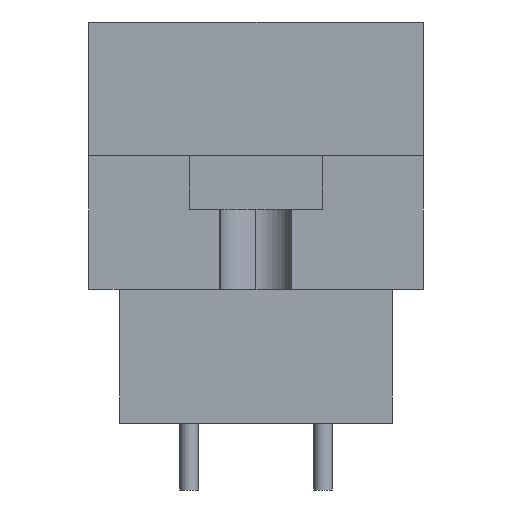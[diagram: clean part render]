
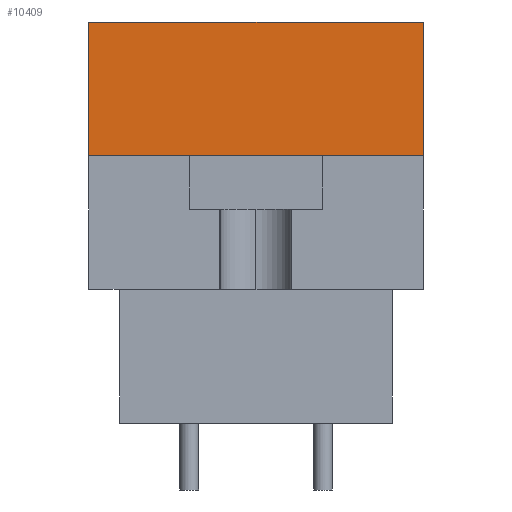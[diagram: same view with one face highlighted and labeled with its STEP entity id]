
A CAD part, left-side view. The second image highlights one B-rep face of the part: STEP entity #10409.
In plain terms, the highlighted planar face has unit normal (-1, 0, 0).
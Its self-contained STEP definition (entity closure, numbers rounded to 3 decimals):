
#9606 = PLANE('',#9607);
#9607 = AXIS2_PLACEMENT_3D('',#9608,#9609,#9610);
#9608 = CARTESIAN_POINT('',(-7.,-1.15,15.));
#9609 = DIRECTION('',(0.,0.,1.));
#9610 = DIRECTION('',(1.,0.,0.));
#9715 = VERTEX_POINT('',#9716);
#9716 = CARTESIAN_POINT('',(0.,11.35,15.));
#9732 = PLANE('',#9733);
#9733 = AXIS2_PLACEMENT_3D('',#9734,#9735,#9736);
#9734 = CARTESIAN_POINT('',(-7.,11.35,5.));
#9735 = DIRECTION('',(0.,1.,0.));
#9736 = DIRECTION('',(0.,0.,1.));
#9744 = EDGE_CURVE('',#9745,#9715,#9747,.T.);
#9745 = VERTEX_POINT('',#9746);
#9746 = CARTESIAN_POINT('',(0.,-1.15,15.));
#9747 = SURFACE_CURVE('',#9748,(#9752,#9758),.PCURVE_S1.);
#9748 = LINE('',#9749,#9750);
#9749 = CARTESIAN_POINT('',(0.,-1.575,15.));
#9750 = VECTOR('',#9751,1.);
#9751 = DIRECTION('',(0.,1.,0.));
#9752 = PCURVE('',#9606,#9753);
#9753 = DEFINITIONAL_REPRESENTATION('',(#9754),#9757);
#9754 = B_SPLINE_CURVE_WITH_KNOTS('',1,(#9755,#9756),.UNSPECIFIED.,.F.,
  .F.,(2,2),(-0.825,14.175),.PIECEWISE_BEZIER_KNOTS.);
#9755 = CARTESIAN_POINT('',(7.,-1.25));
#9756 = CARTESIAN_POINT('',(7.,13.75));
#9757 = ( GEOMETRIC_REPRESENTATION_CONTEXT(2) 
PARAMETRIC_REPRESENTATION_CONTEXT() REPRESENTATION_CONTEXT('2D SPACE',''
  ) );
#9758 = PCURVE('',#9759,#9764);
#9759 = PLANE('',#9760);
#9760 = AXIS2_PLACEMENT_3D('',#9761,#9762,#9763);
#9761 = CARTESIAN_POINT('',(0.,-2.,10.));
#9762 = DIRECTION('',(1.,0.,0.));
#9763 = DIRECTION('',(0.,0.,1.));
#9764 = DEFINITIONAL_REPRESENTATION('',(#9765),#9768);
#9765 = B_SPLINE_CURVE_WITH_KNOTS('',1,(#9766,#9767),.UNSPECIFIED.,.F.,
  .F.,(2,2),(-0.825,14.175),.PIECEWISE_BEZIER_KNOTS.);
#9766 = CARTESIAN_POINT('',(5.,0.4));
#9767 = CARTESIAN_POINT('',(5.,-14.6));
#9768 = ( GEOMETRIC_REPRESENTATION_CONTEXT(2) 
PARAMETRIC_REPRESENTATION_CONTEXT() REPRESENTATION_CONTEXT('2D SPACE',''
  ) );
#9786 = PLANE('',#9787);
#9787 = AXIS2_PLACEMENT_3D('',#9788,#9789,#9790);
#9788 = CARTESIAN_POINT('',(-7.,-1.15,5.));
#9789 = DIRECTION('',(0.,1.,0.));
#9790 = DIRECTION('',(0.,0.,1.));
#10128 = VERTEX_POINT('',#10129);
#10129 = CARTESIAN_POINT('',(0.,11.35,10.));
#10142 = PLANE('',#10143);
#10143 = AXIS2_PLACEMENT_3D('',#10144,#10145,#10146);
#10144 = CARTESIAN_POINT('',(-10.,-2.,10.));
#10145 = DIRECTION('',(0.,0.,1.));
#10146 = DIRECTION('',(1.,0.,0.));
#10153 = EDGE_CURVE('',#9715,#10128,#10154,.T.);
#10154 = SURFACE_CURVE('',#10155,(#10159,#10165),.PCURVE_S1.);
#10155 = LINE('',#10156,#10157);
#10156 = CARTESIAN_POINT('',(0.,11.35,7.5));
#10157 = VECTOR('',#10158,1.);
#10158 = DIRECTION('',(0.,0.,-1.));
#10159 = PCURVE('',#9732,#10160);
#10160 = DEFINITIONAL_REPRESENTATION('',(#10161),#10164);
#10161 = B_SPLINE_CURVE_WITH_KNOTS('',1,(#10162,#10163),.UNSPECIFIED.,
  .F.,.F.,(2,2),(-8.5,-1.5),.PIECEWISE_BEZIER_KNOTS.);
#10162 = CARTESIAN_POINT('',(11.,7.));
#10163 = CARTESIAN_POINT('',(4.,7.));
#10164 = ( GEOMETRIC_REPRESENTATION_CONTEXT(2) 
PARAMETRIC_REPRESENTATION_CONTEXT() REPRESENTATION_CONTEXT('2D SPACE',''
  ) );
#10165 = PCURVE('',#9759,#10166);
#10166 = DEFINITIONAL_REPRESENTATION('',(#10167),#10170);
#10167 = B_SPLINE_CURVE_WITH_KNOTS('',1,(#10168,#10169),.UNSPECIFIED.,
  .F.,.F.,(2,2),(-8.5,-1.5),.PIECEWISE_BEZIER_KNOTS.);
#10168 = CARTESIAN_POINT('',(6.,-13.35));
#10169 = CARTESIAN_POINT('',(-1.,-13.35));
#10170 = ( GEOMETRIC_REPRESENTATION_CONTEXT(2) 
PARAMETRIC_REPRESENTATION_CONTEXT() REPRESENTATION_CONTEXT('2D SPACE',''
  ) );
#10350 = VERTEX_POINT('',#10351);
#10351 = CARTESIAN_POINT('',(0.,-1.15,10.));
#10370 = EDGE_CURVE('',#9745,#10350,#10371,.T.);
#10371 = SURFACE_CURVE('',#10372,(#10376,#10382),.PCURVE_S1.);
#10372 = LINE('',#10373,#10374);
#10373 = CARTESIAN_POINT('',(0.,-1.15,7.5));
#10374 = VECTOR('',#10375,1.);
#10375 = DIRECTION('',(0.,0.,-1.));
#10376 = PCURVE('',#9786,#10377);
#10377 = DEFINITIONAL_REPRESENTATION('',(#10378),#10381);
#10378 = B_SPLINE_CURVE_WITH_KNOTS('',1,(#10379,#10380),.UNSPECIFIED.,
  .F.,.F.,(2,2),(-8.5,-1.5),.PIECEWISE_BEZIER_KNOTS.);
#10379 = CARTESIAN_POINT('',(11.,7.));
#10380 = CARTESIAN_POINT('',(4.,7.));
#10381 = ( GEOMETRIC_REPRESENTATION_CONTEXT(2) 
PARAMETRIC_REPRESENTATION_CONTEXT() REPRESENTATION_CONTEXT('2D SPACE',''
  ) );
#10382 = PCURVE('',#9759,#10383);
#10383 = DEFINITIONAL_REPRESENTATION('',(#10384),#10387);
#10384 = B_SPLINE_CURVE_WITH_KNOTS('',1,(#10385,#10386),.UNSPECIFIED.,
  .F.,.F.,(2,2),(-8.5,-1.5),.PIECEWISE_BEZIER_KNOTS.);
#10385 = CARTESIAN_POINT('',(6.,-0.85));
#10386 = CARTESIAN_POINT('',(-1.,-0.85));
#10387 = ( GEOMETRIC_REPRESENTATION_CONTEXT(2) 
PARAMETRIC_REPRESENTATION_CONTEXT() REPRESENTATION_CONTEXT('2D SPACE',''
  ) );
#10409 = ADVANCED_FACE('',(#10410),#9759,.F.);
#10410 = FACE_BOUND('',#10411,.F.);
#10411 = EDGE_LOOP('',(#10412,#10413,#10434,#10435));
#10412 = ORIENTED_EDGE('',*,*,#10370,.T.);
#10413 = ORIENTED_EDGE('',*,*,#10414,.T.);
#10414 = EDGE_CURVE('',#10350,#10128,#10415,.T.);
#10415 = SURFACE_CURVE('',#10416,(#10420,#10427),.PCURVE_S1.);
#10416 = LINE('',#10417,#10418);
#10417 = CARTESIAN_POINT('',(0.,-2.,10.));
#10418 = VECTOR('',#10419,1.);
#10419 = DIRECTION('',(0.,1.,0.));
#10420 = PCURVE('',#9759,#10421);
#10421 = DEFINITIONAL_REPRESENTATION('',(#10422),#10426);
#10422 = LINE('',#10423,#10424);
#10423 = CARTESIAN_POINT('',(0.,0.));
#10424 = VECTOR('',#10425,1.);
#10425 = DIRECTION('',(0.,-1.));
#10426 = ( GEOMETRIC_REPRESENTATION_CONTEXT(2) 
PARAMETRIC_REPRESENTATION_CONTEXT() REPRESENTATION_CONTEXT('2D SPACE',''
  ) );
#10427 = PCURVE('',#10142,#10428);
#10428 = DEFINITIONAL_REPRESENTATION('',(#10429),#10433);
#10429 = LINE('',#10430,#10431);
#10430 = CARTESIAN_POINT('',(10.,0.));
#10431 = VECTOR('',#10432,1.);
#10432 = DIRECTION('',(0.,1.));
#10433 = ( GEOMETRIC_REPRESENTATION_CONTEXT(2) 
PARAMETRIC_REPRESENTATION_CONTEXT() REPRESENTATION_CONTEXT('2D SPACE',''
  ) );
#10434 = ORIENTED_EDGE('',*,*,#10153,.F.);
#10435 = ORIENTED_EDGE('',*,*,#9744,.F.);
